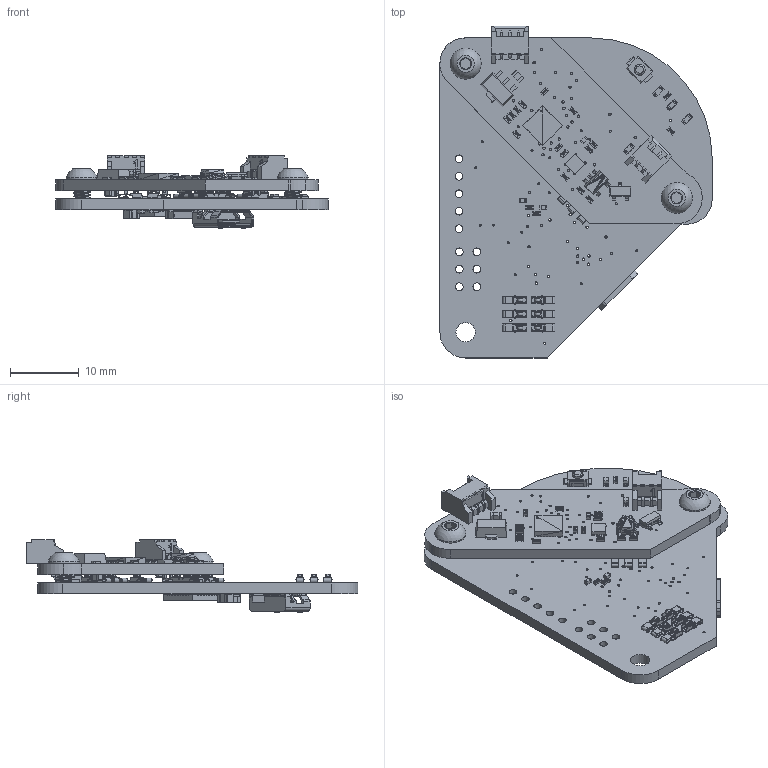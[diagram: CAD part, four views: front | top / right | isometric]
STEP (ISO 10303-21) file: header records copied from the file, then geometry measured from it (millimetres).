
FILE_DESCRIPTION(/* description */ (''),/* implementation_level */ '2;1');
FILE_NAME(/* name */ 'Programmer_assembly_standalone.step',/* time_stamp */ '2019-02-09T23:49:27-08:00',/* author */ (''),/* organization */ (''),/* preprocessor_version */ 'ST-DEVELOPER v17.2',/* originating_system */ 'Autodesk Translation Framework v7.6.0.251',/* authorisation */ '');
FILE_SCHEMA (('AUTOMOTIVE_DESIGN { 1 0 10303 214 3 1 1 }'));
Products named in the file (71): Programmer assembly; PiezoStandalone1.0; PCB Component; Board; CON-MOLEX-2P-1.27MM048; ATMEGA48PA-MMHR28M1-L; SEEED-LED_LED-0603; HOLES_MOUNT-PAD-ROUND2.8; HOLES_MOUNT-PAD-ROUND2.8_1; 92095A456; 1uF; R0402; LM358PWRDFN-8; BAV199; MCP6001T-I/OTSOT-23-5_MC-L; 0.1uF; L78L05ACU; CON-MOLEX-3P-1.25MM048; AVR_Board_programmer1.0.1; PCB Component_1; Board_1; SEEED-LED_LED-0603_1; 10118192-0001LF; SEEED-SWITCH_SW2-2.6-3.0X2.5X1.2+0.4MM; CP2102N-A01-GQFN28; User Library-QFN-28_Free-Models1; User Library-QFN-28_358337873; User Library-QFN-28_Extruded21; User Library-QFN-28_358336465; User Library-QFN-28_Extruded14; User Library-QFN-28_358336849; User Library-QFN-28_Extruded25; User Library-QFN-28_358336593; User Library-QFN-28_Extruded22; User Library-QFN-28_358339921; User Library-QFN-28_Extruded24; User Library-QFN-28_358339665; User Library-QFN-28_Extruded19; User Library-QFN-28_358338769; User Library-QFN-28_Extruded20 ...
Assembly tree (134 placements, depth 7):
  Programmer assembly
    PiezoStandalone1.0
      PCB Component
        Board
        CON-MOLEX-2P-1.27MM048
        ATMEGA48PA-MMHR28M1-L
        SEEED-LED_LED-0603  x4
        HOLES_MOUNT-PAD-ROUND2.8
          92095A456
        HOLES_MOUNT-PAD-ROUND2.8_1
          92095A456
        1uF  x2
        R0402  x16
        LM358PWRDFN-8
        BAV199
        MCP6001T-I/OTSOT-23-5_MC-L
        0.1uF
        L78L05ACU
        CON-MOLEX-3P-1.25MM048
    AVR_Board_programmer1.0.1
      PCB Component_1
        Board_1
        SEEED-LED_LED-0603_1  x3
        10K  x6
        10118192-0001LF
        SEEED-SWITCH_SW2-2.6-3.0X2.5X1.2+0.4MM
        CP2102N-A01-GQFN28
          User Library-QFN-28_Free-Models1
            User Library-QFN-28_358337873  x7
              User Library-QFN-28_Extruded21
            User Library-QFN-28_358336465  x7
              User Library-QFN-28_Extruded14
            User Library-QFN-28_358336849  x7
              User Library-QFN-28_Extruded25
            User Library-QFN-28_358336593  x7
              User Library-QFN-28_Extruded22
            User Library-QFN-28_358339921
              User Library-QFN-28_Extruded24
            User Library-QFN-28_358339665
              User Library-QFN-28_Extruded19
            User Library-QFN-28_358338769
              User Library-QFN-28_Extruded20
            User Library-QFN-28_358110817
              User Library-QFN-28_Cylinder1
            User Library-QFN-28_358338001
              User Library-QFN-28_Extruded13
            User Library-QFN-28_358337233
              User Library-QFN-28_Extruded15
            User Library-QFN-28_358334033
              User Library-QFN-28_Extruded17
            User Library-QFN-28_358339025
              User Library-QFN-28_Extruded23
            User Library-QFN-28_358337105
              User Library-QFN-28_Extruded16
            User Library-QFN-28_358339537
              User Library-QFN-28_Extruded18
          User Library-QFN-28_Board1
        0.1uF_1  x3
        TVS_DIODE_CM1293A
          SC-74-6 (1)
Bounding box: 39.59 x 48.21 x 10.57 mm (x, y, z)
Volume: 3391.2 mm3; surface area: 6506.2 mm2
Topology: 199 solids, 2834 shells, 7953 faces, 25055 edges, 20088 vertices
Faces by surface type: plane 5532, cylinder 1465, bspline 739, sphere 184, cone 26, torus 7
Full cylindrical faces by diameter (mm): 0.3 x59, 0.35 x53, 0.5 x5, 0.6 x1, 0.7 x17, 1.105 x11, 1.6 x1, 1.915 x16, 2.5 x14, 2.8 x5, 4.5 x2
Entity records: 120055 total; most frequent: CARTESIAN_POINT 31315, DIRECTION 17026, ORIENTED_EDGE 15044, EDGE_CURVE 9099, LINE 7224, VECTOR 7224, VERTEX_POINT 6406, AXIS2_PLACEMENT_3D 4901
